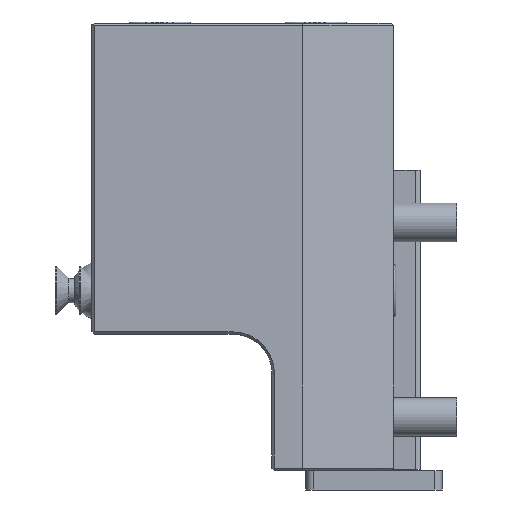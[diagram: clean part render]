
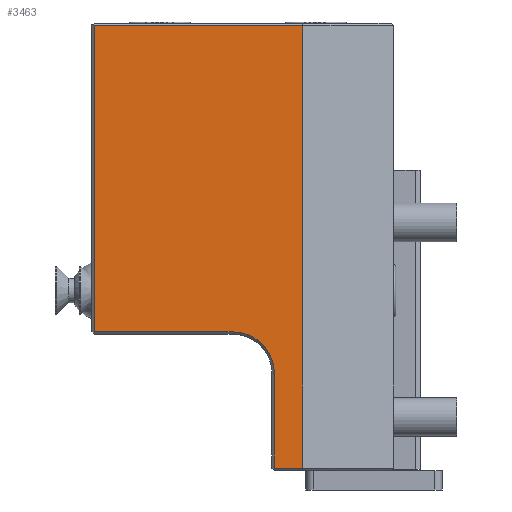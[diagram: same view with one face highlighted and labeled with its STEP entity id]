
A CAD part, front view. The second image highlights one B-rep face of the part: STEP entity #3463.
In plain terms, the highlighted planar face has unit normal (0, -1, 0).
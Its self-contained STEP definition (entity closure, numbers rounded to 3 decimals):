
#735=DIRECTION('',(0.,0.,-1.));
#736=VECTOR('',#735,19.5);
#737=CARTESIAN_POINT('',(-24.5,-45.,
-11.));
#738=LINE('',#737,#736);
#739=CARTESIAN_POINT('',(-33.,-45.,-11.));
#740=DIRECTION('',(0.,1.,0.));
#741=DIRECTION('',(0.,0.,1.));
#742=AXIS2_PLACEMENT_3D('',#739,#740,#741);
#744=DIRECTION('',(1.,0.,0.));
#745=VECTOR('',#744,28.5);
#746=CARTESIAN_POINT('',(-61.5,-45.,-2.5));
#747=LINE('',#746,#745);
#748=DIRECTION('',(0.,0.,-1.));
#749=VECTOR('',#748,63.);
#750=CARTESIAN_POINT('',(-61.5,-45.,60.5));
#751=LINE('',#750,#749);
#752=DIRECTION('',(1.,0.,0.));
#753=VECTOR('',#752,42.84);
#754=CARTESIAN_POINT('',(-61.5,-45.,60.5));
#755=LINE('',#754,#753);
#756=DIRECTION('',(-1.,0.,0.));
#757=VECTOR('',#756,5.84);
#758=CARTESIAN_POINT('',(-18.66,-45.,-30.5));
#759=LINE('',#758,#757);
#1741=DIRECTION('',(0.,0.,1.));
#1742=VECTOR('',#1741,91.);
#1743=CARTESIAN_POINT('',(-18.66,-45.,-30.5));
#1744=LINE('',#1743,#1742);
#1901=CARTESIAN_POINT('',(-24.5,-45.,
-11.));
#1902=CARTESIAN_POINT('',(-24.5,-45.,-30.5));
#1903=VERTEX_POINT('',#1901);
#1904=VERTEX_POINT('',#1902);
#1905=CARTESIAN_POINT('',(-61.5,-45.,-2.5));
#1906=CARTESIAN_POINT('',(-33.,-45.,
-2.5));
#1907=VERTEX_POINT('',#1905);
#1908=VERTEX_POINT('',#1906);
#1913=CARTESIAN_POINT('',(-61.5,-45.,60.5));
#1914=VERTEX_POINT('',#1913);
#1985=CARTESIAN_POINT('',(-18.66,-45.,60.5));
#1987=VERTEX_POINT('',#1985);
#2005=CARTESIAN_POINT('',(-18.66,-45.,-30.5));
#2006=VERTEX_POINT('',#2005);
#3443=CARTESIAN_POINT('',(-62.,-45.,-31.));
#3444=DIRECTION('',(0.,-1.,0.));
#3445=DIRECTION('',(1.,0.,0.));
#3446=AXIS2_PLACEMENT_3D('',#3443,#3444,#3445);
#3447=PLANE('',#3446);
#3449=ORIENTED_EDGE('',*,*,#3448,.F.);
#3451=ORIENTED_EDGE('',*,*,#3450,.F.);
#3453=ORIENTED_EDGE('',*,*,#3452,.F.);
#3455=ORIENTED_EDGE('',*,*,#3454,.F.);
#3456=ORIENTED_EDGE('',*,*,#3432,.T.);
#3458=ORIENTED_EDGE('',*,*,#3457,.F.);
#3460=ORIENTED_EDGE('',*,*,#3459,.T.);
#3461=EDGE_LOOP('',(#3449,#3451,#3453,#3455,#3456,#3458,#3460));
#3462=FACE_OUTER_BOUND('',#3461,.F.);
#3463=ADVANCED_FACE('',(#3462),#3447,.T.);
#743=CIRCLE('',#742,8.5);
#3432=EDGE_CURVE('',#1914,#1987,#755,.T.);
#3448=EDGE_CURVE('',#1903,#1904,#738,.T.);
#3450=EDGE_CURVE('',#1908,#1903,#743,.T.);
#3452=EDGE_CURVE('',#1907,#1908,#747,.T.);
#3454=EDGE_CURVE('',#1914,#1907,#751,.T.);
#3457=EDGE_CURVE('',#2006,#1987,#1744,.T.);
#3459=EDGE_CURVE('',#2006,#1904,#759,.T.);
